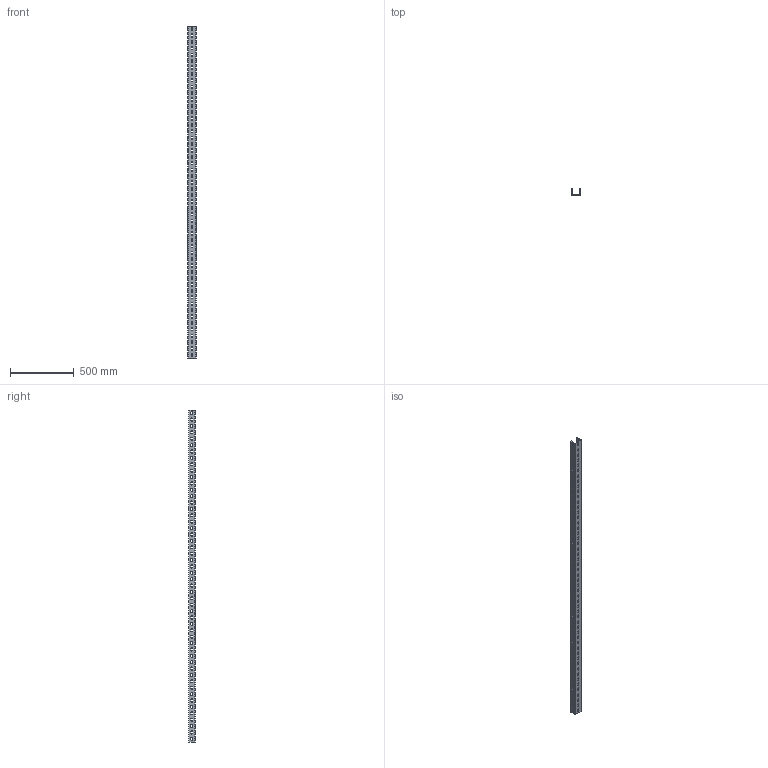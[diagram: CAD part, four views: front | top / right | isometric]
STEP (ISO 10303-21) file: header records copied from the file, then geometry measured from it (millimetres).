
FILE_DESCRIPTION (( 'STEP AP214' ), '1' );
FILE_NAME ('Äåòàë2600.STEP', '2023-04-03T09:01:13', ( '' ), ( '' ), 'SwSTEP 2.0', 'SolidWorks 2022', '' );
FILE_SCHEMA (( 'AUTOMOTIVE_DESIGN' ));
Length unit declared in the file: millimetre
Products named in the file (1): Детал2600
Bounding box: 70 x 50 x 2600 mm (x, y, z)
Volume: 1475013.9 mm3; surface area: 799679.9 mm2
Topology: 1 solids, 1 shells, 794 faces, 2376 edges, 1584 vertices
Faces by surface type: cylinder 472, plane 322
Entity records: 27762 total; most frequent: DIRECTION 4910, CARTESIAN_POINT 4755, ORIENTED_EDGE 4752, EDGE_CURVE 2376, AXIS2_PLACEMENT_3D 1739, VERTEX_POINT 1584, VECTOR 1432, LINE 1432
